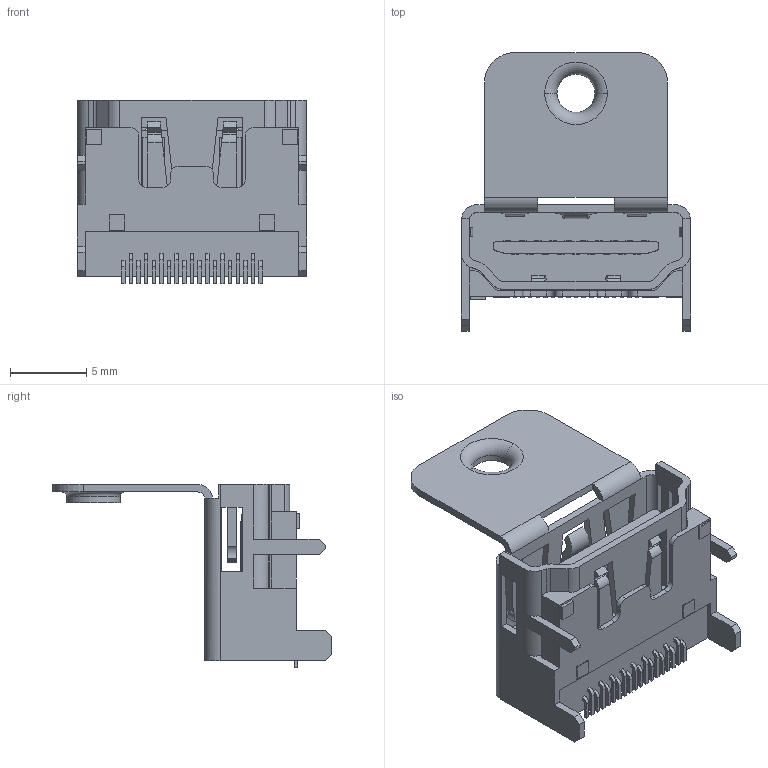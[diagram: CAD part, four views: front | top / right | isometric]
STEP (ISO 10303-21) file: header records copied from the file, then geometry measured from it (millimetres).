
FILE_DESCRIPTION((''),'2;1');
FILE_NAME('C-2-1747981-3','2019-11-27T10:28:26',('workeradm'),('TE Connectivity Ltd.'),'CREO PARAMETRIC BY PTC INC, 2019030','CREO PARAMETRIC BY PTC INC, 2019030','');
FILE_SCHEMA(('AUTOMOTIVE_DESIGN { 1 0 10303 214 1 1 1 1 }'));
Length unit declared in the file: millimetre
Products named in the file (1): C-2-1747981-3
Bounding box: 15 x 18.25 x 12 mm (x, y, z)
Volume: 652.8 mm3; surface area: 1415.2 mm2
Topology: 1 solids, 1 shells, 451 faces, 1268 edges, 842 vertices
Faces by surface type: plane 347, cylinder 100, torus 4
Entity records: 14708 total; most frequent: CARTESIAN_POINT 2726, ORIENTED_EDGE 2522, DIRECTION 2406, EDGE_CURVE 1261, VECTOR 1052, LINE 1052, VERTEX_POINT 828, AXIS2_PLACEMENT_3D 677
